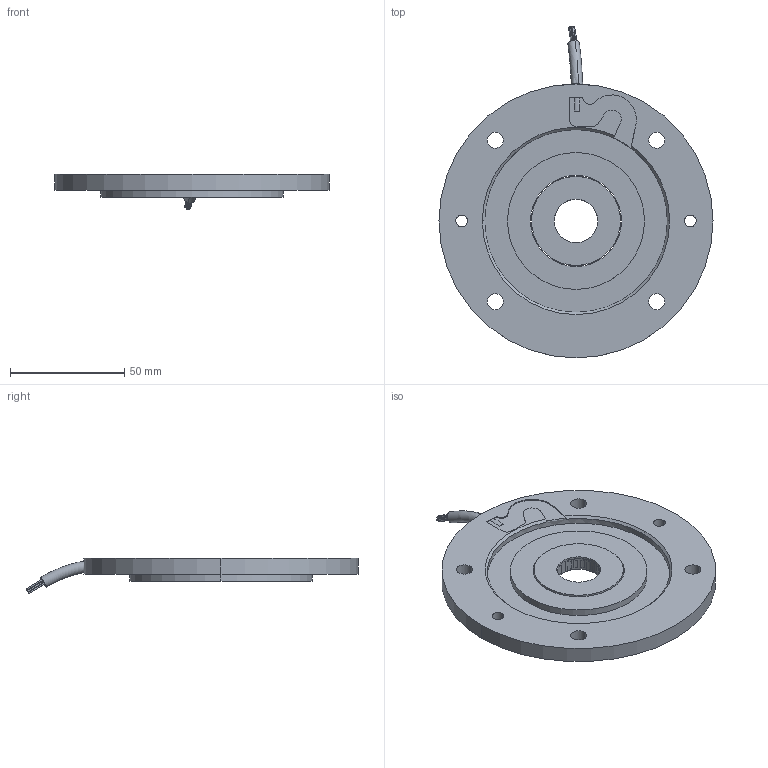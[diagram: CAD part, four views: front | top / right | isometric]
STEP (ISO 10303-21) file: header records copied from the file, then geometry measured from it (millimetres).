
FILE_DESCRIPTION (( 'STEP AP214' ), '1' );
FILE_NAME ('FNCMIR120.STEP', '2023-10-24T08:47:56', ( '' ), ( '' ), 'SwSTEP 2.0', 'SolidWorks 2022', '' );
FILE_SCHEMA (( 'AUTOMOTIVE_DESIGN' ));
Length unit declared in the file: millimetre
Products named in the file (1): FNCMIR120
Bounding box: 120 x 145.39 x 15.35 mm (x, y, z)
Volume: 68932.8 mm3; surface area: 31071.3 mm2
Topology: 2 solids, 4 shells, 198 faces, 530 edges, 351 vertices
Faces by surface type: plane 79, cylinder 72, cone 44, torus 3
Entity records: 6708 total; most frequent: CARTESIAN_POINT 1579, ORIENTED_EDGE 1060, DIRECTION 1053, EDGE_CURVE 530, AXIS2_PLACEMENT_3D 429, VERTEX_POINT 351, EDGE_LOOP 265, CIRCLE 230
